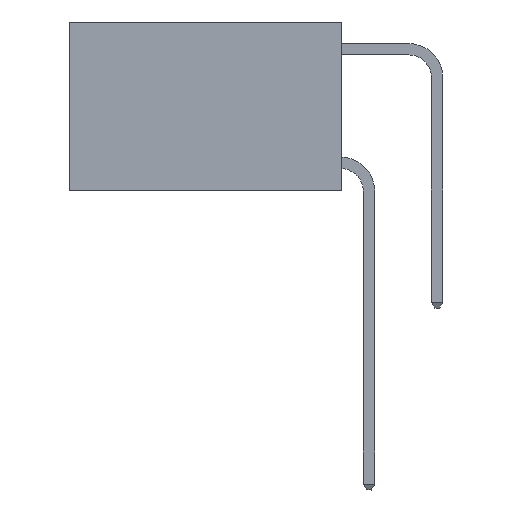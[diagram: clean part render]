
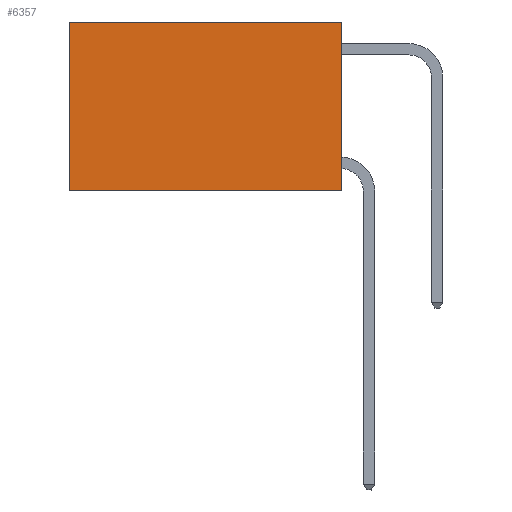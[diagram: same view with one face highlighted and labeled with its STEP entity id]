
A CAD part, left-side view. The second image highlights one B-rep face of the part: STEP entity #6357.
In plain terms, the highlighted planar face has unit normal (-1, 0, 0).
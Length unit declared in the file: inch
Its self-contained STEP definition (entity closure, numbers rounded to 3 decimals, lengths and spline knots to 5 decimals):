
#163 = DIRECTION ( 'NONE',  ( 1., 0., 0. ) ) ;
#263 = DIRECTION ( 'NONE',  ( 0., 0., -1. ) ) ;
#990 = VECTOR ( 'NONE', #263, 39.37008 ) ;
#1282 = LINE ( 'NONE', #6070, #990 ) ;
#1578 = VERTEX_POINT ( 'NONE', #11700 ) ;
#1929 = CARTESIAN_POINT ( 'NONE',  ( 0.2625, 0., -0.37 ) ) ;
#2109 = CARTESIAN_POINT ( 'NONE',  ( 0.2625, 0., 0. ) ) ;
#2981 = VERTEX_POINT ( 'NONE', #11032 ) ;
#3165 = DIRECTION ( 'NONE',  ( 0., 0., -1. ) ) ;
#3892 = FACE_OUTER_BOUND ( 'NONE', #12490, .T. ) ;
#4515 = VECTOR ( 'NONE', #6251, 39.37008 ) ;
#4839 = LINE ( 'NONE', #9969, #6691 ) ;
#4877 = ORIENTED_EDGE ( 'NONE', *, *, #10673, .T. ) ;
#5003 = CARTESIAN_POINT ( 'NONE',  ( 0.2625, 0., -0.37 ) ) ;
#5298 = EDGE_CURVE ( 'NONE', #2981, #10045, #4839, .T. ) ;
#5607 = EDGE_CURVE ( 'NONE', #1578, #11985, #1282, .T. ) ;
#5781 = CARTESIAN_POINT ( 'NONE',  ( 0.2625, 0.6, -0.37 ) ) ;
#5877 = EDGE_CURVE ( 'NONE', #10045, #11985, #11545, .T. ) ;
#6070 = CARTESIAN_POINT ( 'NONE',  ( 0.2625, 0.6, 0. ) ) ;
#6251 = DIRECTION ( 'NONE',  ( 0., 1., 0. ) ) ;
#6357 = ADVANCED_FACE ( 'NONE', ( #3892 ), #9995, .F. ) ;
#6542 = AXIS2_PLACEMENT_3D ( 'NONE', #2109, #163, #3165 ) ;
#6681 = DIRECTION ( 'NONE',  ( 0., 1., 0. ) ) ;
#6691 = VECTOR ( 'NONE', #6954, 39.37008 ) ;
#6954 = DIRECTION ( 'NONE',  ( 0., 0., -1. ) ) ;
#7174 = ORIENTED_EDGE ( 'NONE', *, *, #5877, .F. ) ;
#7661 = LINE ( 'NONE', #8662, #11580 ) ;
#8662 = CARTESIAN_POINT ( 'NONE',  ( 0.2625, 0., 0. ) ) ;
#8855 = ORIENTED_EDGE ( 'NONE', *, *, #5607, .T. ) ;
#9591 = ORIENTED_EDGE ( 'NONE', *, *, #5298, .F. ) ;
#9969 = CARTESIAN_POINT ( 'NONE',  ( 0.2625, 0., 0. ) ) ;
#9995 = PLANE ( 'NONE',  #6542 ) ;
#10045 = VERTEX_POINT ( 'NONE', #1929 ) ;
#10673 = EDGE_CURVE ( 'NONE', #2981, #1578, #7661, .T. ) ;
#11032 = CARTESIAN_POINT ( 'NONE',  ( 0.2625, 0., 0. ) ) ;
#11545 = LINE ( 'NONE', #5003, #4515 ) ;
#11580 = VECTOR ( 'NONE', #6681, 39.37008 ) ;
#11700 = CARTESIAN_POINT ( 'NONE',  ( 0.2625, 0.6, 0. ) ) ;
#11985 = VERTEX_POINT ( 'NONE', #5781 ) ;
#12490 = EDGE_LOOP ( 'NONE', ( #8855, #7174, #9591, #4877 ) ) ;
